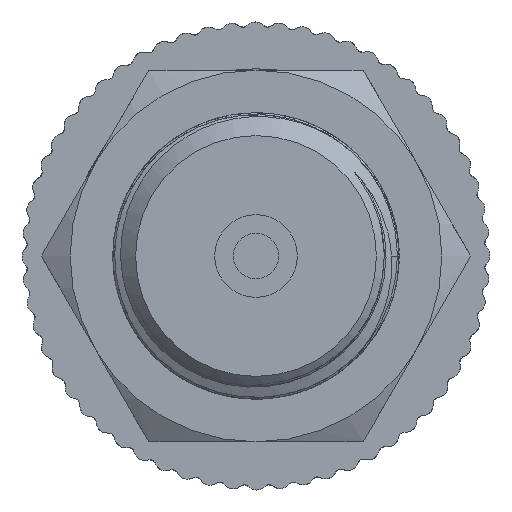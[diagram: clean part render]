
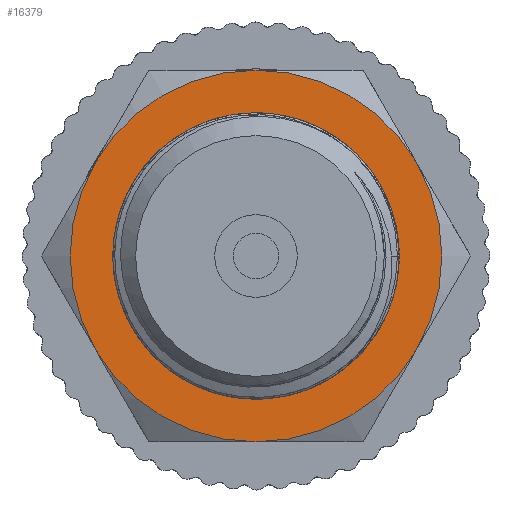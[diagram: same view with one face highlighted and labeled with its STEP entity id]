
A CAD part, left-side view. The second image highlights one B-rep face of the part: STEP entity #16379.
In plain terms, the highlighted planar face has unit normal (-1, 0, 0).
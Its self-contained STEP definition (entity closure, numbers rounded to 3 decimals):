
#157=PLANE('',#17242);
#879=FACE_BOUND('',#2245,.T.);
#1299=FACE_OUTER_BOUND('',#2244,.T.);
#2244=EDGE_LOOP('',(#12679));
#2245=EDGE_LOOP('',(#12680));
#2961=CIRCLE('',#17232,10.);
#2963=CIRCLE('',#17240,13.5);
#7181=VERTEX_POINT('',#37020);
#7182=VERTEX_POINT('',#38874);
#9187=EDGE_CURVE('',#7181,#7181,#2961,.T.);
#9195=EDGE_CURVE('',#7182,#7182,#2963,.T.);
#12679=ORIENTED_EDGE('',*,*,#9195,.F.);
#12680=ORIENTED_EDGE('',*,*,#9187,.T.);
#16379=ADVANCED_FACE('',(#1299,#879),#157,.T.);
#17232=AXIS2_PLACEMENT_3D('',#37021,#18605,#18606);
#17240=AXIS2_PLACEMENT_3D('',#38876,#18624,#18625);
#17242=AXIS2_PLACEMENT_3D('',#38878,#18628,#18629);
#18605=DIRECTION('center_axis',(1.,0.,0.));
#18606=DIRECTION('ref_axis',(0.,0.,-1.));
#18624=DIRECTION('center_axis',(1.,0.,0.));
#18625=DIRECTION('ref_axis',(0.,0.,-1.));
#18628=DIRECTION('center_axis',(-1.,0.,0.));
#18629=DIRECTION('ref_axis',(0.,0.,1.));
#37020=CARTESIAN_POINT('',(-47.,0.,10.));
#37021=CARTESIAN_POINT('Origin',(-47.,0.,0.));
#38874=CARTESIAN_POINT('',(-47.,-13.5,0.));
#38876=CARTESIAN_POINT('Origin',(-47.,0.,0.));
#38878=CARTESIAN_POINT('Origin',(-47.,13.5,0.));
